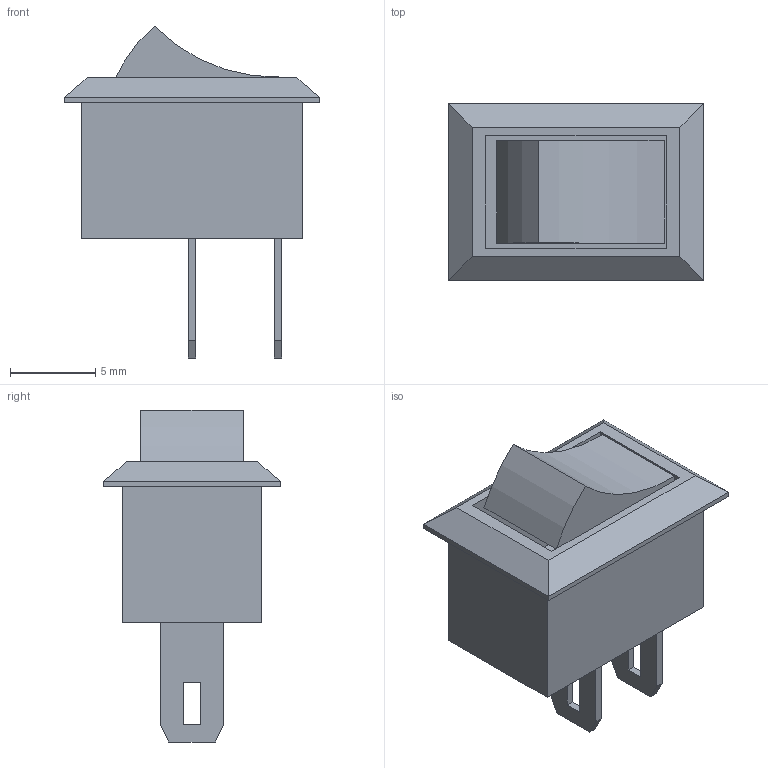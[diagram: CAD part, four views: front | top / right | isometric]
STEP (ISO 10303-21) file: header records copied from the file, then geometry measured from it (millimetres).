
FILE_DESCRIPTION(/* description */ (''),/* implementation_level */ '2;1');
FILE_NAME(/* name */ 'KCD1-11 SW ONOFF.stp',/* time_stamp */ '2024-12-16T15:53:23-05:00',/* author */ ('arturobravo'),/* organization */ (''),/* preprocessor_version */ 'ST-DEVELOPER v20',/* originating_system */ 'Autodesk Inventor 2024',/* authorisation */ '');
FILE_SCHEMA (('AUTOMOTIVE_DESIGN { 1 0 10303 214 3 1 1 }'));
Length unit declared in the file: millimetre
Products named in the file (1): KCD1-11 SW ONOFF
Bounding box: 15 x 10.4 x 19.5 mm (x, y, z)
Volume: 844.6 mm3; surface area: 1228.7 mm2
Topology: 2 solids, 2 shells, 48 faces, 116 edges, 76 vertices
Faces by surface type: plane 45, cylinder 3
Entity records: 1508 total; most frequent: CARTESIAN_POINT 241, ORIENTED_EDGE 232, DIRECTION 220, EDGE_CURVE 116, LINE 110, VECTOR 110, VERTEX_POINT 76, EDGE_LOOP 56
